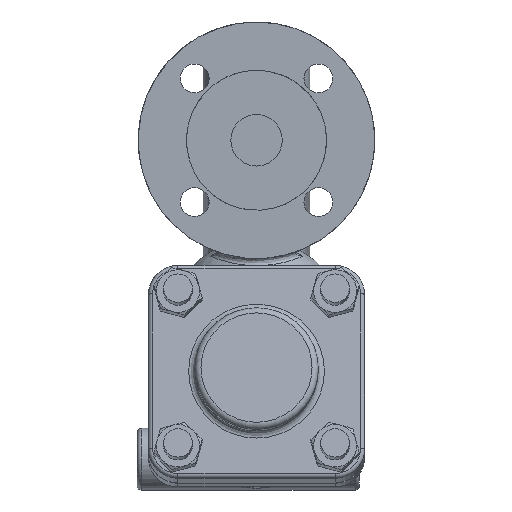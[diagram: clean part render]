
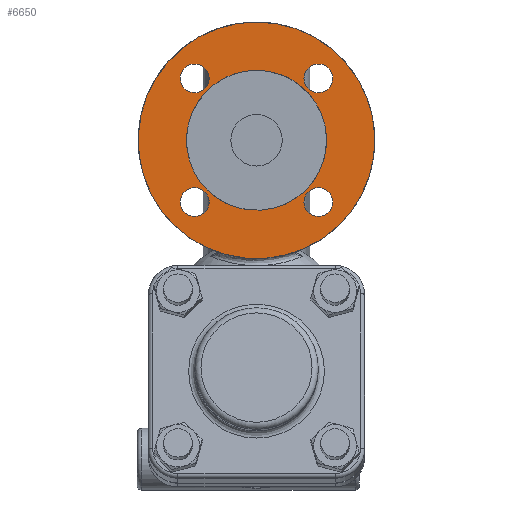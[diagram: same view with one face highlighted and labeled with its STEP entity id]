
A CAD part, left-side view. The second image highlights one B-rep face of the part: STEP entity #6650.
In plain terms, the highlighted planar face has unit normal (-1, 0, 0).
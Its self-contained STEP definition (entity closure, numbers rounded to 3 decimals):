
#6572=CARTESIAN_POINT('',(-56.0,3.5,-33.819));
#6573=VERTEX_POINT('',#6572);
#6574=CARTESIAN_POINT('',(-56.0,0.0,0.0));
#6575=DIRECTION('',(-1.0,0.0,0.0));
#6576=DIRECTION('',(0.0,0.0,-1.0));
#6577=AXIS2_PLACEMENT_3D('',#6574,#6575,#6576);
#6578=CIRCLE('',#6577,34.0);
#6579=EDGE_CURVE('',#6573,#6573,#6578,.T.);
#6587=CARTESIAN_POINT('',(-56.0,0.0,0.0));
#6588=DIRECTION('',(1.0,0.0,0.0));
#6589=DIRECTION('',(0.0,0.0,-1.0));
#6590=AXIS2_PLACEMENT_3D('',#6587,#6588,#6589);
#6591=PLANE('',#6590);
#6592=CARTESIAN_POINT('',(-56.0,0.,57.5));
#6593=VERTEX_POINT('',#6592);
#6594=CARTESIAN_POINT('',(-56.0,0.0,0.0));
#6595=DIRECTION('',(1.0,0.0,0.0));
#6596=DIRECTION('',(0.0,-1.0,0.0));
#6597=AXIS2_PLACEMENT_3D('',#6594,#6595,#6596);
#6598=CIRCLE('',#6597,57.5);
#6599=EDGE_CURVE('',#6593,#6593,#6598,.T.);
#6600=ORIENTED_EDGE('',*,*,#6599,.F.);
#6601=EDGE_LOOP('',(#6600));
#6602=FACE_OUTER_BOUND('',#6601,.T.);
#6603=CARTESIAN_POINT('',(-56.0,-30.052,37.052));
#6604=VERTEX_POINT('',#6603);
#6605=CARTESIAN_POINT('',(-56.,-30.052,30.052));
#6606=DIRECTION('',(1.0,0.0,0.0));
#6607=DIRECTION('',(0.0,0.0,1.0));
#6608=AXIS2_PLACEMENT_3D('',#6605,#6606,#6607);
#6609=CIRCLE('',#6608,7.);
#6610=EDGE_CURVE('',#6604,#6604,#6609,.T.);
#6611=ORIENTED_EDGE('',*,*,#6610,.T.);
#6612=EDGE_LOOP('',(#6611));
#6613=FACE_BOUND('',#6612,.T.);
#6614=CARTESIAN_POINT('',(-56.0,-37.052,-30.052));
#6615=VERTEX_POINT('',#6614);
#6616=CARTESIAN_POINT('',(-56.,-30.052,-30.052));
#6617=DIRECTION('',(1.0,0.0,0.0));
#6618=DIRECTION('',(0.0,-1.0,0.0));
#6619=AXIS2_PLACEMENT_3D('',#6616,#6617,#6618);
#6620=CIRCLE('',#6619,7.);
#6621=EDGE_CURVE('',#6615,#6615,#6620,.T.);
#6622=ORIENTED_EDGE('',*,*,#6621,.T.);
#6623=EDGE_LOOP('',(#6622));
#6624=FACE_BOUND('',#6623,.T.);
#6625=CARTESIAN_POINT('',(-56.0,30.052,-37.052));
#6626=VERTEX_POINT('',#6625);
#6627=CARTESIAN_POINT('',(-56.,30.052,-30.052));
#6628=DIRECTION('',(1.0,0.0,0.0));
#6629=DIRECTION('',(0.0,0.0,-1.0));
#6630=AXIS2_PLACEMENT_3D('',#6627,#6628,#6629);
#6631=CIRCLE('',#6630,7.);
#6632=EDGE_CURVE('',#6626,#6626,#6631,.T.);
#6633=ORIENTED_EDGE('',*,*,#6632,.T.);
#6634=EDGE_LOOP('',(#6633));
#6635=FACE_BOUND('',#6634,.T.);
#6636=CARTESIAN_POINT('',(-56.0,37.052,30.052));
#6637=VERTEX_POINT('',#6636);
#6638=CARTESIAN_POINT('',(-56.,30.052,30.052));
#6639=DIRECTION('',(1.0,0.0,0.0));
#6640=DIRECTION('',(0.0,1.0,0.0));
#6641=AXIS2_PLACEMENT_3D('',#6638,#6639,#6640);
#6642=CIRCLE('',#6641,7.);
#6643=EDGE_CURVE('',#6637,#6637,#6642,.T.);
#6644=ORIENTED_EDGE('',*,*,#6643,.T.);
#6645=EDGE_LOOP('',(#6644));
#6646=FACE_BOUND('',#6645,.T.);
#6647=ORIENTED_EDGE('',*,*,#6579,.F.);
#6648=EDGE_LOOP('',(#6647));
#6649=FACE_BOUND('',#6648,.T.);
#6650=ADVANCED_FACE('',(#6602,#6613,#6624,#6635,#6646,#6649),#6591,.F.);
